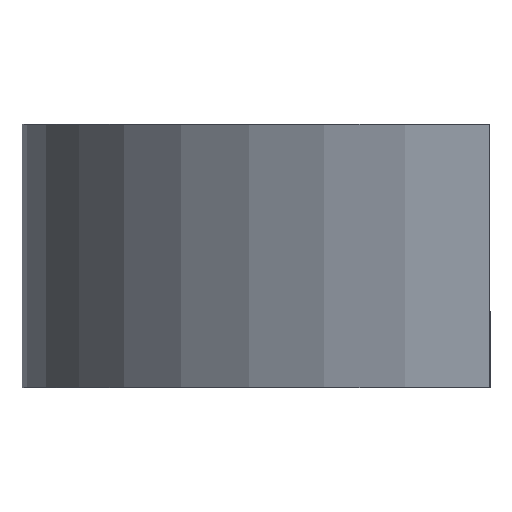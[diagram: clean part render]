
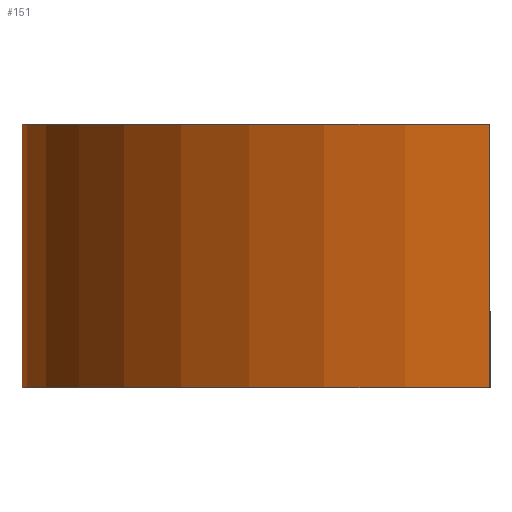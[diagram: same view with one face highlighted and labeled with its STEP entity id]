
A CAD part, left-side view. The second image highlights one B-rep face of the part: STEP entity #151.
In plain terms, the highlighted cylindrical face has radius 8.777 mm (diameter 17.554 mm), a partial arc.
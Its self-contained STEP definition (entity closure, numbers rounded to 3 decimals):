
#110=CARTESIAN_POINT('',(-0.257,-0.773,0.0));
#111=DIRECTION('',(0.0,0.0,1.0));
#112=DIRECTION('',(-0.996,0.088,0.0));
#113=AXIS2_PLACEMENT_3D('',#110,#111,#112);
#114=CYLINDRICAL_SURFACE('',#113,8.777);
#115=CARTESIAN_POINT('',(-9.0,0.,4.5));
#116=VERTEX_POINT('',#115);
#117=CARTESIAN_POINT('',(0.0,8.0,4.5));
#118=VERTEX_POINT('',#117);
#119=CARTESIAN_POINT('',(-0.257,-0.773,4.5));
#120=DIRECTION('',(0.0,0.0,-1.0));
#121=DIRECTION('',(-0.996,0.088,0.0));
#122=AXIS2_PLACEMENT_3D('',#119,#120,#121);
#123=CIRCLE('',#122,8.777);
#124=EDGE_CURVE('',#116,#118,#123,.T.);
#125=ORIENTED_EDGE('',*,*,#124,.T.);
#126=CARTESIAN_POINT('',(0.0,8.0,0.0));
#127=VERTEX_POINT('',#126);
#128=CARTESIAN_POINT('',(0.0,8.0,0.0));
#129=DIRECTION('',(0.0,0.0,1.0));
#130=VECTOR('',#129,4.5);
#131=LINE('',#128,#130);
#132=EDGE_CURVE('',#127,#118,#131,.T.);
#133=ORIENTED_EDGE('',*,*,#132,.F.);
#134=CARTESIAN_POINT('',(-9.0,0.,0.0));
#135=VERTEX_POINT('',#134);
#136=CARTESIAN_POINT('',(-0.257,-0.773,0.0));
#137=DIRECTION('',(0.0,0.0,-1.0));
#138=DIRECTION('',(-0.996,0.088,0.0));
#139=AXIS2_PLACEMENT_3D('',#136,#137,#138);
#140=CIRCLE('',#139,8.777);
#141=EDGE_CURVE('',#135,#127,#140,.T.);
#142=ORIENTED_EDGE('',*,*,#141,.F.);
#143=CARTESIAN_POINT('',(-9.0,0.,0.0));
#144=DIRECTION('',(0.0,0.0,1.0));
#145=VECTOR('',#144,4.5);
#146=LINE('',#143,#145);
#147=EDGE_CURVE('',#135,#116,#146,.T.);
#148=ORIENTED_EDGE('',*,*,#147,.T.);
#149=EDGE_LOOP('',(#125,#133,#142,#148));
#150=FACE_OUTER_BOUND('',#149,.T.);
#151=ADVANCED_FACE('',(#150),#114,.T.);
